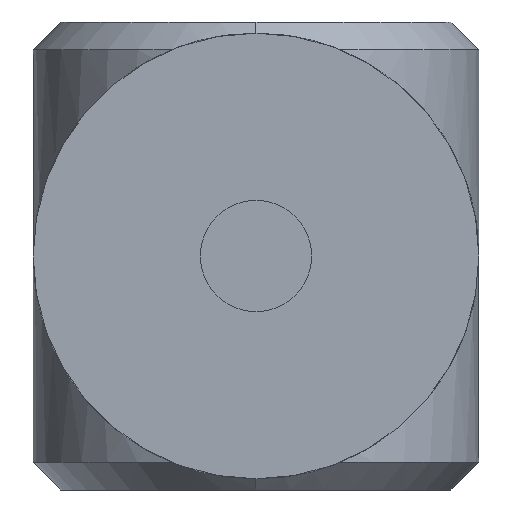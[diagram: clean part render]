
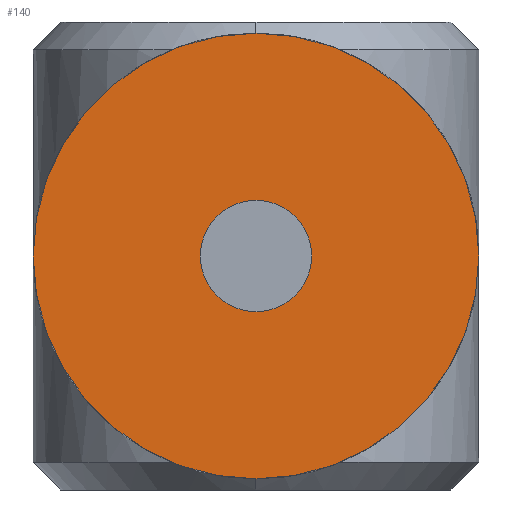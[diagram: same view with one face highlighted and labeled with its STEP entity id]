
A CAD part, left-side view. The second image highlights one B-rep face of the part: STEP entity #140.
In plain terms, the highlighted planar face has unit normal (-1, 0, 0).
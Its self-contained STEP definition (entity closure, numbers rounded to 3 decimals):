
#16 = AXIS2_PLACEMENT_3D ( 'NONE', #223, #288, #647 ) ;
#59 = ORIENTED_EDGE ( 'NONE', *, *, #354, .F. ) ;
#90 = ORIENTED_EDGE ( 'NONE', *, *, #278, .T. ) ;
#99 = CARTESIAN_POINT ( 'NONE',  ( -25., 20., -21. ) ) ;
#123 = CARTESIAN_POINT ( 'NONE',  ( -25., 20., -26. ) ) ;
#140 = ADVANCED_FACE ( 'NONE', ( #1050, #269 ), #884, .T. ) ;
#197 = AXIS2_PLACEMENT_3D ( 'NONE', #495, #236, #685 ) ;
#198 = DIRECTION ( 'NONE',  ( 0., 0., 1. ) ) ;
#212 = AXIS2_PLACEMENT_3D ( 'NONE', #99, #1046, #622 ) ;
#223 = CARTESIAN_POINT ( 'NONE',  ( -25., 20., -21. ) ) ;
#236 = DIRECTION ( 'NONE',  ( -1., 0., 0. ) ) ;
#251 = VERTEX_POINT ( 'NONE', #979 ) ;
#269 = FACE_OUTER_BOUND ( 'NONE', #377, .T. ) ;
#274 = VERTEX_POINT ( 'NONE', #123 ) ;
#278 = EDGE_CURVE ( 'NONE', #251, #1013, #506, .T. ) ;
#279 = CARTESIAN_POINT ( 'NONE',  ( -25., 20., -16. ) ) ;
#281 = CARTESIAN_POINT ( 'NONE',  ( -25., 20., -21. ) ) ;
#288 = DIRECTION ( 'NONE',  ( -1., 0., 0. ) ) ;
#354 = EDGE_CURVE ( 'NONE', #709, #274, #1018, .T. ) ;
#376 = CARTESIAN_POINT ( 'NONE',  ( -25., 20., -21. ) ) ;
#377 = EDGE_LOOP ( 'NONE', ( #90, #913 ) ) ;
#385 = ORIENTED_EDGE ( 'NONE', *, *, #436, .F. ) ;
#421 = AXIS2_PLACEMENT_3D ( 'NONE', #376, #449, #1062 ) ;
#436 = EDGE_CURVE ( 'NONE', #274, #709, #701, .T. ) ;
#449 = DIRECTION ( 'NONE',  ( -1., 0., 0. ) ) ;
#472 = AXIS2_PLACEMENT_3D ( 'NONE', #281, #982, #198 ) ;
#495 = CARTESIAN_POINT ( 'NONE',  ( -25., 20., -21. ) ) ;
#506 = CIRCLE ( 'NONE', #16, 20. ) ;
#622 = DIRECTION ( 'NONE',  ( 0., 0., 1. ) ) ;
#647 = DIRECTION ( 'NONE',  ( 0., 0., 1. ) ) ;
#665 = CIRCLE ( 'NONE', #421, 20. ) ;
#672 = EDGE_LOOP ( 'NONE', ( #385, #59 ) ) ;
#685 = DIRECTION ( 'NONE',  ( 0., 0., 1. ) ) ;
#701 = CIRCLE ( 'NONE', #197, 5. ) ;
#709 = VERTEX_POINT ( 'NONE', #279 ) ;
#850 = EDGE_CURVE ( 'NONE', #1013, #251, #665, .T. ) ;
#884 = PLANE ( 'NONE',  #212 ) ;
#913 = ORIENTED_EDGE ( 'NONE', *, *, #850, .T. ) ;
#979 = CARTESIAN_POINT ( 'NONE',  ( -25., 20., -1. ) ) ;
#982 = DIRECTION ( 'NONE',  ( -1., 0., 0. ) ) ;
#1005 = CARTESIAN_POINT ( 'NONE',  ( -25., 20., -41. ) ) ;
#1013 = VERTEX_POINT ( 'NONE', #1005 ) ;
#1018 = CIRCLE ( 'NONE', #472, 5. ) ;
#1046 = DIRECTION ( 'NONE',  ( -1., 0., 0. ) ) ;
#1050 = FACE_BOUND ( 'NONE', #672, .T. ) ;
#1062 = DIRECTION ( 'NONE',  ( 0., 0., 1. ) ) ;
